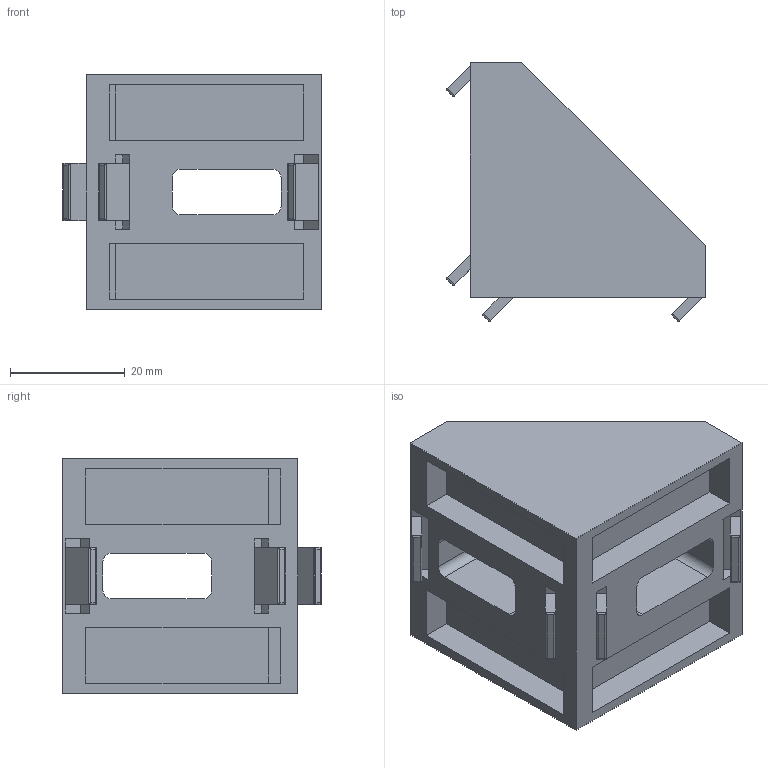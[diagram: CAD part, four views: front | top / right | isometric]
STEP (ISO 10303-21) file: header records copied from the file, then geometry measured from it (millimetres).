
FILE_DESCRIPTION (( 'STEP AP203' ), '1' );
FILE_NAME ('Óãëîâîé ñîåäèíèòåëü AL 45 ñåðèÿ 1õ2 41õ41õ41.STEP', '2022-09-30T10:25:40', ( 'user' ), ( '' ), 'SwSTEP 2.0', 'SolidWorks 2022', '' );
FILE_SCHEMA (( 'CONFIG_CONTROL_DESIGN' ));
Length unit declared in the file: millimetre
Products named in the file (1): Угловой соединитель AL 45 серия 1х2 41х41х41
Bounding box: 45.12 x 45.12 x 41 mm (x, y, z)
Volume: 22509.4 mm3; surface area: 12479.5 mm2
Topology: 1 solids, 1 shells, 104 faces, 268 edges, 170 vertices
Faces by surface type: plane 78, cylinder 26
Entity records: 3173 total; most frequent: CARTESIAN_POINT 603, ORIENTED_EDGE 536, DIRECTION 474, EDGE_CURVE 268, VECTOR 232, LINE 232, VERTEX_POINT 170, AXIS2_PLACEMENT_3D 121
